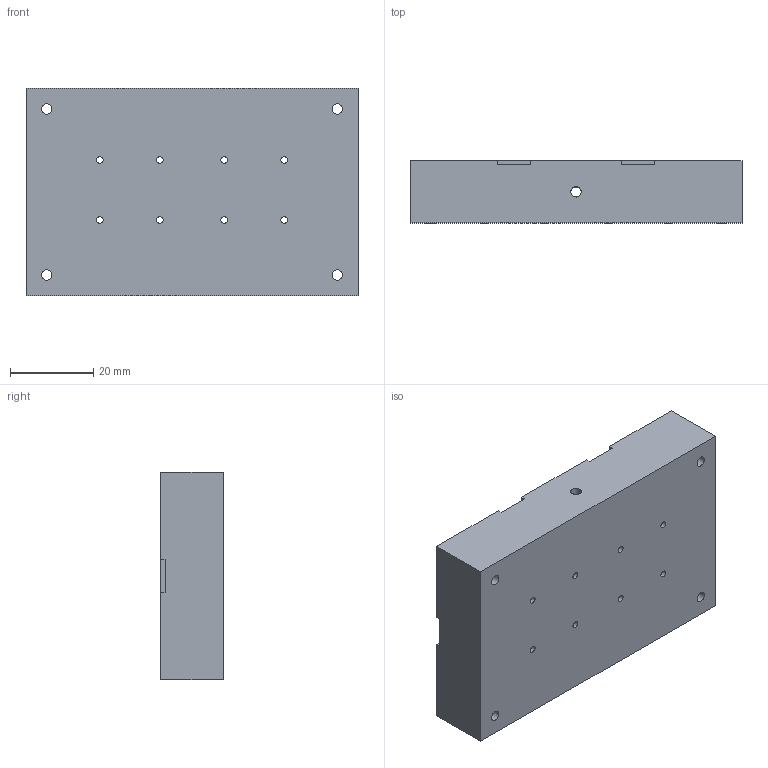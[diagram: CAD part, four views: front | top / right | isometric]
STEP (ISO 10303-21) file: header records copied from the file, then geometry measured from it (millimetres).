
FILE_DESCRIPTION(/* description */ (''),/* implementation_level */ '2;1');
FILE_NAME(/* name */ 'semelle_circu v1.step',/* time_stamp */ '2021-09-15T14:37:38+02:00',/* author */ (''),/* organization */ (''),/* preprocessor_version */ 'ST-DEVELOPER v18.1',/* originating_system */ 'Autodesk Translation Framework v10.10.0.1391',/* authorisation */ '');
FILE_SCHEMA (('AUTOMOTIVE_DESIGN { 1 0 10303 214 3 1 1 }'));
Length unit declared in the file: millimetre
Products named in the file (1): semelle_circu
Bounding box: 80 x 15 x 50 mm (x, y, z)
Volume: 56619 mm3; surface area: 13712.9 mm2
Topology: 1 solids, 1 shells, 53 faces, 147 edges, 98 vertices
Faces by surface type: plane 40, cylinder 13
Full cylindrical faces by diameter (mm): 1.6 x8, 2.5 x5
Entity records: 1772 total; most frequent: CARTESIAN_POINT 299, ORIENTED_EDGE 294, DIRECTION 281, EDGE_CURVE 147, LINE 121, VECTOR 121, VERTEX_POINT 98, EDGE_LOOP 81
